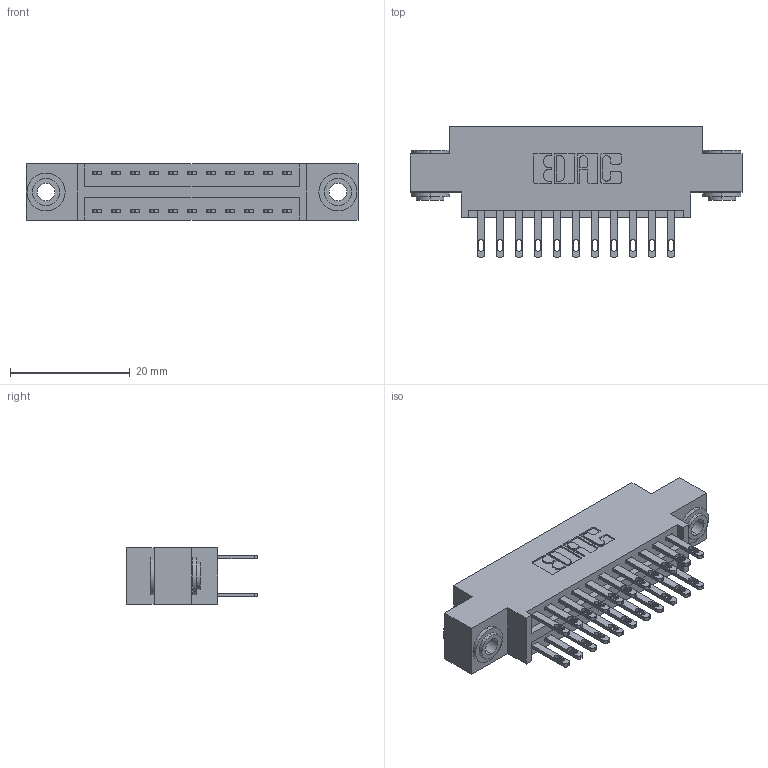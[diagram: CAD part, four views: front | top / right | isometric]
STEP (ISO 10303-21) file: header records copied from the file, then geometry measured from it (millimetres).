
FILE_DESCRIPTION (( 'STEP AP203' ), '1' );
FILE_NAME ('896-022-500-803.STEP', '2021-07-27T17:06:37', ( '' ), ( '' ), 'SwSTEP 2.0', 'SolidWorks 2020', '' );
FILE_SCHEMA (( 'CONFIG_CONTROL_DESIGN' ));
Length unit declared in the file: inch
Products named in the file (4): 345-292-001_345-293-100; 345-250-002_345-250-002-102; 846 Part_0.170 Offset - 0.156 Dia-TH; 896-022-500-803
Assembly tree (25 placements, depth 2):
  896-022-500-803
    846 Part_0.170 Offset - 0.156 Dia-TH
    345-292-001_345-293-100  x22
    345-250-002_345-250-002-102  x2
Bounding box: 55.5 x 21.84 x 9.4 mm (x, y, z)
Volume: 5103.1 mm3; surface area: 7151.3 mm2
Topology: 25 solids, 25 shells, 1220 faces, 3651 edges, 2430 vertices
Faces by surface type: plane 728, cylinder 484, cone 8
Entity records: 12064 total; most frequent: CARTESIAN_POINT 2007, ORIENTED_EDGE 1934, DIRECTION 1853, EDGE_CURVE 967, VECTOR 763, LINE 763, VERTEX_POINT 642, AXIS2_PLACEMENT_3D 545
